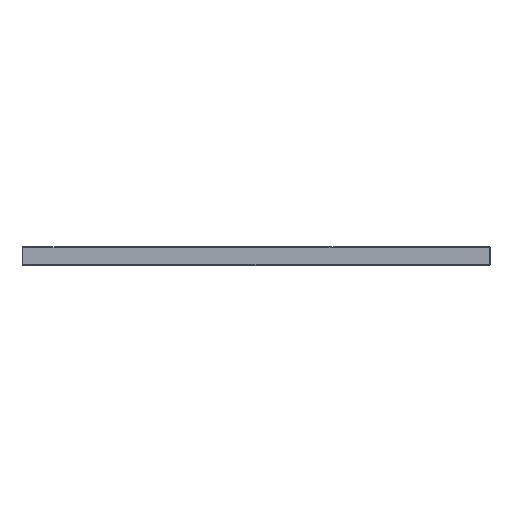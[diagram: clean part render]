
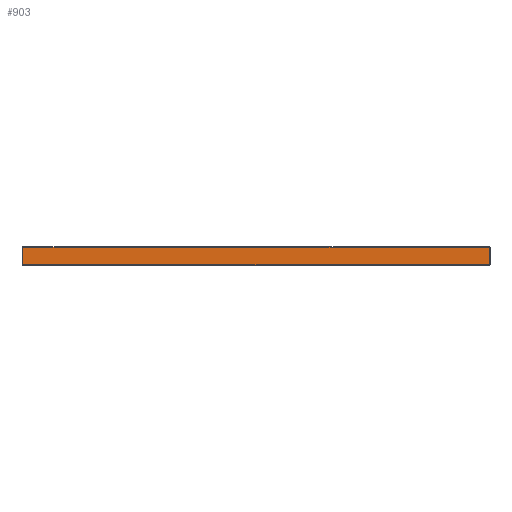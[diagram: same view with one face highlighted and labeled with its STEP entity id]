
A CAD part, front view. The second image highlights one B-rep face of the part: STEP entity #903.
In plain terms, the highlighted planar face has unit normal (0, -1, 0).
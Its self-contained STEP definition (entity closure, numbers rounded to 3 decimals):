
#452=PLANE('',#6339);
#535=B_SPLINE_CURVE_WITH_KNOTS('',3,(#8379,#8380,#8381,#8382,#8383,#8384,
#8385,#8386,#8387,#8388,#8389,#8390),.UNSPECIFIED.,.F.,.F.,(4,2,1,1,2,1,
1,4),(0.,0.016,0.031,0.063,0.125,0.25,0.5,1.),
 .UNSPECIFIED.);
#536=B_SPLINE_CURVE_WITH_KNOTS('',3,(#8392,#8393,#8394,#8395,#8396,#8397,
#8398,#8399,#8400),.UNSPECIFIED.,.F.,.F.,(4,1,2,2,4),(0.,0.5,0.75,0.875,
1.),.UNSPECIFIED.);
#903=ADVANCED_FACE('',(#1387),#452,.F.);
#1387=FACE_OUTER_BOUND('',#1763,.T.);
#1763=EDGE_LOOP('',(#2522,#2523,#2524,#2525,#2526));
#2522=ORIENTED_EDGE('',*,*,#4898,.F.);
#2523=ORIENTED_EDGE('',*,*,#4914,.T.);
#2524=ORIENTED_EDGE('',*,*,#4900,.F.);
#2525=ORIENTED_EDGE('',*,*,#4915,.T.);
#2526=ORIENTED_EDGE('',*,*,#4916,.T.);
#4346=VERTEX_POINT('',#8285);
#4347=VERTEX_POINT('',#8287);
#4348=VERTEX_POINT('',#8291);
#4349=VERTEX_POINT('',#8292);
#4358=VERTEX_POINT('',#8391);
#4898=EDGE_CURVE('',#4346,#4347,#5817,.T.);
#4900=EDGE_CURVE('',#4348,#4349,#5818,.T.);
#4914=EDGE_CURVE('',#4346,#4349,#5824,.T.);
#4915=EDGE_CURVE('',#4348,#4358,#535,.T.);
#4916=EDGE_CURVE('',#4358,#4347,#536,.T.);
#5817=LINE('',#8286,#6072);
#5818=LINE('',#8290,#6073);
#5824=LINE('',#8378,#6079);
#6072=VECTOR('',#6901,1.);
#6073=VECTOR('',#6906,1.);
#6079=VECTOR('',#6928,1.);
#6339=AXIS2_PLACEMENT_3D('',#8401,#6929,#6930);
#6901=DIRECTION('',(0.,0.,1.));
#6906=DIRECTION('',(0.,0.,-1.));
#6928=DIRECTION('',(1.,0.,0.));
#6929=DIRECTION('',(0.,1.,0.));
#6930=DIRECTION('',(-1.,0.,0.));
#8285=CARTESIAN_POINT('',(-498.5,-500.,1.));
#8286=CARTESIAN_POINT('',(-498.5,-500.,39.));
#8287=CARTESIAN_POINT('',(-498.5,-500.,38.479));
#8290=CARTESIAN_POINT('',(498.5,-500.,39.));
#8291=CARTESIAN_POINT('',(498.5,-500.,38.477));
#8292=CARTESIAN_POINT('',(498.5,-500.,1.));
#8378=CARTESIAN_POINT('',(498.5,-500.,1.));
#8379=CARTESIAN_POINT('',(498.5,-500.,38.477));
#8380=CARTESIAN_POINT('',(494.341,-500.,38.426));
#8381=CARTESIAN_POINT('',(490.182,-500.,38.462));
#8382=CARTESIAN_POINT('',(481.865,-500.,38.462));
#8383=CARTESIAN_POINT('',(469.388,-500.,38.462));
#8384=CARTESIAN_POINT('',(440.276,-500.,38.462));
#8385=CARTESIAN_POINT('',(415.323,-500.,38.462));
#8386=CARTESIAN_POINT('',(365.417,-500.,38.462));
#8387=CARTESIAN_POINT('',(265.604,-500.,38.462));
#8388=CARTESIAN_POINT('',(32.708,-500.,38.462));
#8389=CARTESIAN_POINT('',(-166.917,-500.,38.462));
#8390=CARTESIAN_POINT('',(-300.,-500.,38.462));
#8391=CARTESIAN_POINT('',(-300.,-500.,38.462));
#8392=CARTESIAN_POINT('',(-300.,-500.,38.462));
#8393=CARTESIAN_POINT('',(-333.083,-500.,38.462));
#8394=CARTESIAN_POINT('',(-382.708,-500.,38.462));
#8395=CARTESIAN_POINT('',(-432.333,-500.,38.462));
#8396=CARTESIAN_POINT('',(-457.146,-500.,38.462));
#8397=CARTESIAN_POINT('',(-465.417,-500.,38.46));
#8398=CARTESIAN_POINT('',(-481.958,-500.,38.465));
#8399=CARTESIAN_POINT('',(-490.229,-500.,38.413));
#8400=CARTESIAN_POINT('',(-498.5,-500.,38.479));
#8401=CARTESIAN_POINT('',(498.5,-500.,39.));
